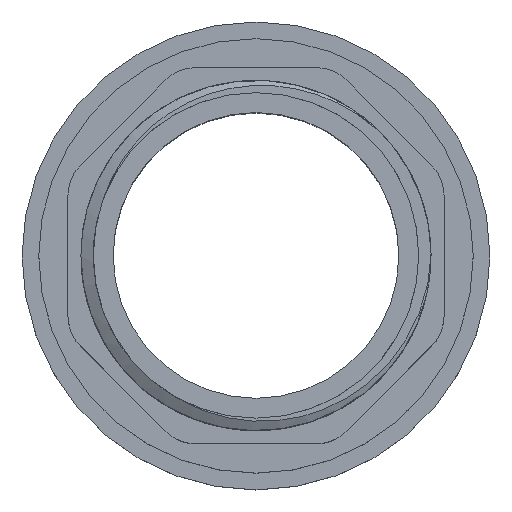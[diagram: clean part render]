
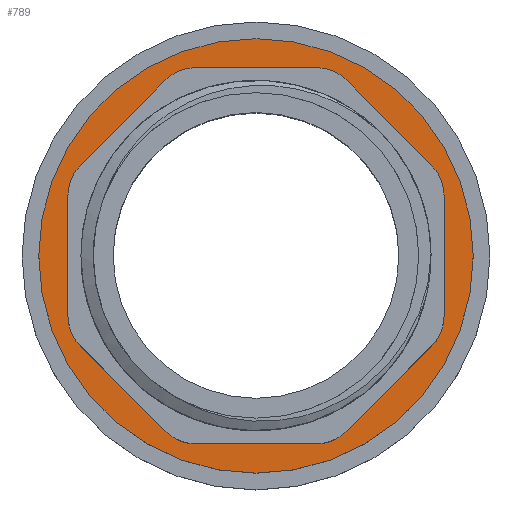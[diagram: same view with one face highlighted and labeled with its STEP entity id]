
A CAD part, top view. The second image highlights one B-rep face of the part: STEP entity #789.
In plain terms, the highlighted planar face has unit normal (0, 0, 1).
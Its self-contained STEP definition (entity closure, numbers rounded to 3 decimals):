
#18=FACE_BOUND('',#100,.T.);
#23=PLANE('',#861);
#53=FACE_OUTER_BOUND('',#99,.T.);
#99=EDGE_LOOP('',(#591));
#100=EDGE_LOOP('',(#592,#593,#594,#595,#596,#597,#598,#599,#600,#601,#602,
#603,#604,#605,#606,#607));
#144=CIRCLE('',#862,26.);
#145=CIRCLE('',#863,5.);
#146=CIRCLE('',#864,5.);
#147=CIRCLE('',#865,5.);
#148=CIRCLE('',#866,5.);
#149=CIRCLE('',#867,5.);
#150=CIRCLE('',#868,5.);
#151=CIRCLE('',#869,5.);
#152=CIRCLE('',#870,5.);
#224=LINE('',#3879,#276);
#225=LINE('',#3883,#277);
#226=LINE('',#3887,#278);
#227=LINE('',#3891,#279);
#228=LINE('',#3895,#280);
#229=LINE('',#3899,#281);
#230=LINE('',#3903,#282);
#231=LINE('',#3907,#283);
#276=VECTOR('',#993,1.);
#277=VECTOR('',#996,1.);
#278=VECTOR('',#999,1.);
#279=VECTOR('',#1002,1.);
#280=VECTOR('',#1005,1.);
#281=VECTOR('',#1008,1.);
#282=VECTOR('',#1011,1.);
#283=VECTOR('',#1014,1.);
#359=VERTEX_POINT('',#3875);
#360=VERTEX_POINT('',#3877);
#361=VERTEX_POINT('',#3878);
#362=VERTEX_POINT('',#3880);
#363=VERTEX_POINT('',#3882);
#364=VERTEX_POINT('',#3884);
#365=VERTEX_POINT('',#3886);
#366=VERTEX_POINT('',#3888);
#367=VERTEX_POINT('',#3890);
#368=VERTEX_POINT('',#3892);
#369=VERTEX_POINT('',#3894);
#370=VERTEX_POINT('',#3896);
#371=VERTEX_POINT('',#3898);
#372=VERTEX_POINT('',#3900);
#373=VERTEX_POINT('',#3902);
#374=VERTEX_POINT('',#3904);
#375=VERTEX_POINT('',#3906);
#455=EDGE_CURVE('',#359,#359,#144,.T.);
#456=EDGE_CURVE('',#360,#361,#224,.T.);
#457=EDGE_CURVE('',#360,#362,#145,.T.);
#458=EDGE_CURVE('',#363,#362,#225,.T.);
#459=EDGE_CURVE('',#363,#364,#146,.T.);
#460=EDGE_CURVE('',#365,#364,#226,.T.);
#461=EDGE_CURVE('',#365,#366,#147,.T.);
#462=EDGE_CURVE('',#367,#366,#227,.T.);
#463=EDGE_CURVE('',#367,#368,#148,.T.);
#464=EDGE_CURVE('',#369,#368,#228,.T.);
#465=EDGE_CURVE('',#369,#370,#149,.T.);
#466=EDGE_CURVE('',#371,#370,#229,.T.);
#467=EDGE_CURVE('',#371,#372,#150,.T.);
#468=EDGE_CURVE('',#373,#372,#230,.T.);
#469=EDGE_CURVE('',#373,#374,#151,.T.);
#470=EDGE_CURVE('',#375,#374,#231,.T.);
#471=EDGE_CURVE('',#375,#361,#152,.T.);
#591=ORIENTED_EDGE('',*,*,#455,.F.);
#592=ORIENTED_EDGE('',*,*,#456,.F.);
#593=ORIENTED_EDGE('',*,*,#457,.T.);
#594=ORIENTED_EDGE('',*,*,#458,.F.);
#595=ORIENTED_EDGE('',*,*,#459,.T.);
#596=ORIENTED_EDGE('',*,*,#460,.F.);
#597=ORIENTED_EDGE('',*,*,#461,.T.);
#598=ORIENTED_EDGE('',*,*,#462,.F.);
#599=ORIENTED_EDGE('',*,*,#463,.T.);
#600=ORIENTED_EDGE('',*,*,#464,.F.);
#601=ORIENTED_EDGE('',*,*,#465,.T.);
#602=ORIENTED_EDGE('',*,*,#466,.F.);
#603=ORIENTED_EDGE('',*,*,#467,.T.);
#604=ORIENTED_EDGE('',*,*,#468,.F.);
#605=ORIENTED_EDGE('',*,*,#469,.T.);
#606=ORIENTED_EDGE('',*,*,#470,.F.);
#607=ORIENTED_EDGE('',*,*,#471,.T.);
#789=ADVANCED_FACE('',(#53,#18),#23,.F.);
#861=AXIS2_PLACEMENT_3D('',#3874,#989,#990);
#862=AXIS2_PLACEMENT_3D('',#3876,#991,#992);
#863=AXIS2_PLACEMENT_3D('',#3881,#994,#995);
#864=AXIS2_PLACEMENT_3D('',#3885,#997,#998);
#865=AXIS2_PLACEMENT_3D('',#3889,#1000,#1001);
#866=AXIS2_PLACEMENT_3D('',#3893,#1003,#1004);
#867=AXIS2_PLACEMENT_3D('',#3897,#1006,#1007);
#868=AXIS2_PLACEMENT_3D('',#3901,#1009,#1010);
#869=AXIS2_PLACEMENT_3D('',#3905,#1012,#1013);
#870=AXIS2_PLACEMENT_3D('',#3908,#1015,#1016);
#989=DIRECTION('center_axis',(0.,0.,-1.));
#990=DIRECTION('ref_axis',(0.,1.,0.));
#991=DIRECTION('center_axis',(0.,0.,-1.));
#992=DIRECTION('ref_axis',(0.,1.,0.));
#993=DIRECTION('',(0.,1.,0.));
#994=DIRECTION('center_axis',(0.,0.,-1.));
#995=DIRECTION('ref_axis',(0.,1.,0.));
#996=DIRECTION('',(0.707,0.707,0.));
#997=DIRECTION('center_axis',(0.,0.,-1.));
#998=DIRECTION('ref_axis',(0.,1.,0.));
#999=DIRECTION('',(1.,0.,0.));
#1000=DIRECTION('center_axis',(0.,0.,-1.));
#1001=DIRECTION('ref_axis',(0.,1.,0.));
#1002=DIRECTION('',(0.707,-0.707,0.));
#1003=DIRECTION('center_axis',(0.,0.,-1.));
#1004=DIRECTION('ref_axis',(0.,1.,0.));
#1005=DIRECTION('',(0.,-1.,0.));
#1006=DIRECTION('center_axis',(0.,0.,-1.));
#1007=DIRECTION('ref_axis',(0.,1.,0.));
#1008=DIRECTION('',(-0.707,-0.707,0.));
#1009=DIRECTION('center_axis',(0.,0.,-1.));
#1010=DIRECTION('ref_axis',(0.,1.,0.));
#1011=DIRECTION('',(-1.,0.,0.));
#1012=DIRECTION('center_axis',(0.,0.,-1.));
#1013=DIRECTION('ref_axis',(0.,1.,0.));
#1014=DIRECTION('',(-0.707,0.707,0.));
#1015=DIRECTION('center_axis',(0.,0.,-1.));
#1016=DIRECTION('ref_axis',(0.,1.,0.));
#3874=CARTESIAN_POINT('Origin',(-22.5,0.,9.1));
#3875=CARTESIAN_POINT('',(0.,-26.,9.1));
#3876=CARTESIAN_POINT('Origin',(0.,0.,9.1));
#3877=CARTESIAN_POINT('',(22.5,-7.249,9.1));
#3878=CARTESIAN_POINT('',(22.5,7.249,9.1));
#3879=CARTESIAN_POINT('',(22.5,0.,9.1));
#3880=CARTESIAN_POINT('',(21.036,-10.784,9.1));
#3881=CARTESIAN_POINT('Origin',(17.5,-7.249,9.1));
#3882=CARTESIAN_POINT('',(10.784,-21.036,9.1));
#3883=CARTESIAN_POINT('',(4.66,-27.16,9.1));
#3884=CARTESIAN_POINT('',(7.249,-22.5,9.1));
#3885=CARTESIAN_POINT('Origin',(7.249,-17.5,9.1));
#3886=CARTESIAN_POINT('',(-7.249,-22.5,9.1));
#3887=CARTESIAN_POINT('',(-22.5,-22.5,9.1));
#3888=CARTESIAN_POINT('',(-10.784,-21.036,9.1));
#3889=CARTESIAN_POINT('Origin',(-7.249,-17.5,9.1));
#3890=CARTESIAN_POINT('',(-21.036,-10.784,9.1));
#3891=CARTESIAN_POINT('',(-27.16,-4.66,9.1));
#3892=CARTESIAN_POINT('',(-22.5,-7.249,9.1));
#3893=CARTESIAN_POINT('Origin',(-17.5,-7.249,9.1));
#3894=CARTESIAN_POINT('',(-22.5,7.249,9.1));
#3895=CARTESIAN_POINT('',(-22.5,0.,9.1));
#3896=CARTESIAN_POINT('',(-21.036,10.784,9.1));
#3897=CARTESIAN_POINT('Origin',(-17.5,7.249,9.1));
#3898=CARTESIAN_POINT('',(-10.784,21.036,9.1));
#3899=CARTESIAN_POINT('',(-27.16,4.66,9.1));
#3900=CARTESIAN_POINT('',(-7.249,22.5,9.1));
#3901=CARTESIAN_POINT('Origin',(-7.249,17.5,9.1));
#3902=CARTESIAN_POINT('',(7.249,22.5,9.1));
#3903=CARTESIAN_POINT('',(-22.5,22.5,9.1));
#3904=CARTESIAN_POINT('',(10.784,21.036,9.1));
#3905=CARTESIAN_POINT('Origin',(7.249,17.5,9.1));
#3906=CARTESIAN_POINT('',(21.036,10.784,9.1));
#3907=CARTESIAN_POINT('',(4.66,27.16,9.1));
#3908=CARTESIAN_POINT('Origin',(17.5,7.249,9.1));
